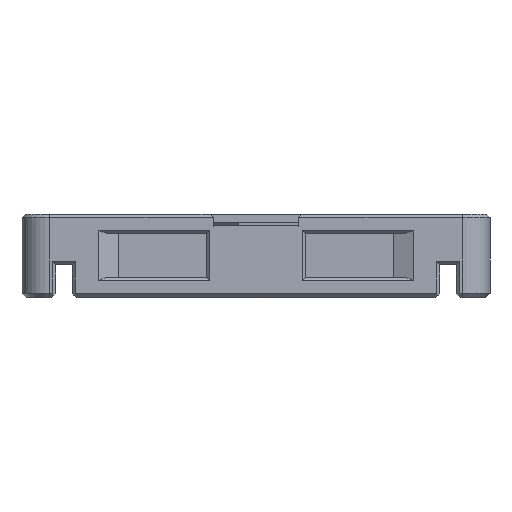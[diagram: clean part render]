
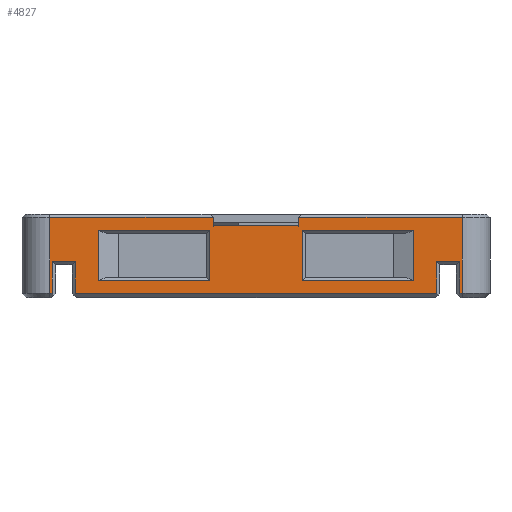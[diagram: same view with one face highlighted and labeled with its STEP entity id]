
A CAD part, left-side view. The second image highlights one B-rep face of the part: STEP entity #4827.
In plain terms, the highlighted planar face has unit normal (-1, 0, 0).
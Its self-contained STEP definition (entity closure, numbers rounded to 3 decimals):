
#127=FACE_BOUND('',#751,.T.);
#128=FACE_BOUND('',#752,.T.);
#214=PLANE('',#5217);
#457=FACE_OUTER_BOUND('',#750,.T.);
#750=EDGE_LOOP('',(#4049,#4050,#4051,#4052,#4053,#4054,#4055,#4056,#4057,
#4058,#4059,#4060,#4061,#4062,#4063,#4064));
#751=EDGE_LOOP('',(#4065,#4066,#4067,#4068));
#752=EDGE_LOOP('',(#4069,#4070,#4071,#4072));
#1197=LINE('',#7633,#1762);
#1201=LINE('',#7641,#1766);
#1206=LINE('',#7650,#1771);
#1207=LINE('',#7654,#1772);
#1208=LINE('',#7656,#1773);
#1209=LINE('',#7658,#1774);
#1210=LINE('',#7659,#1775);
#1211=LINE('',#7661,#1776);
#1212=LINE('',#7663,#1777);
#1213=LINE('',#7665,#1778);
#1214=LINE('',#7667,#1779);
#1215=LINE('',#7669,#1780);
#1216=LINE('',#7671,#1781);
#1217=LINE('',#7673,#1782);
#1218=LINE('',#7675,#1783);
#1219=LINE('',#7677,#1784);
#1220=LINE('',#7679,#1785);
#1221=LINE('',#7681,#1786);
#1222=LINE('',#7682,#1787);
#1223=LINE('',#7683,#1788);
#1224=LINE('',#7686,#1789);
#1225=LINE('',#7688,#1790);
#1226=LINE('',#7690,#1791);
#1227=LINE('',#7691,#1792);
#1762=VECTOR('',#6158,10.);
#1766=VECTOR('',#6164,10.);
#1771=VECTOR('',#6171,10.);
#1772=VECTOR('',#6174,10.);
#1773=VECTOR('',#6175,10.);
#1774=VECTOR('',#6176,10.);
#1775=VECTOR('',#6177,10.);
#1776=VECTOR('',#6178,10.);
#1777=VECTOR('',#6179,10.);
#1778=VECTOR('',#6180,10.);
#1779=VECTOR('',#6181,10.);
#1780=VECTOR('',#6182,10.);
#1781=VECTOR('',#6183,10.);
#1782=VECTOR('',#6184,10.);
#1783=VECTOR('',#6185,10.);
#1784=VECTOR('',#6186,10.);
#1785=VECTOR('',#6187,10.);
#1786=VECTOR('',#6188,10.);
#1787=VECTOR('',#6189,10.);
#1788=VECTOR('',#6190,10.);
#1789=VECTOR('',#6191,10.);
#1790=VECTOR('',#6192,10.);
#1791=VECTOR('',#6193,10.);
#1792=VECTOR('',#6194,10.);
#2403=VERTEX_POINT('',#7564);
#2432=VERTEX_POINT('',#7631);
#2433=VERTEX_POINT('',#7632);
#2436=VERTEX_POINT('',#7640);
#2439=VERTEX_POINT('',#7648);
#2440=VERTEX_POINT('',#7652);
#2441=VERTEX_POINT('',#7653);
#2442=VERTEX_POINT('',#7655);
#2443=VERTEX_POINT('',#7657);
#2444=VERTEX_POINT('',#7660);
#2445=VERTEX_POINT('',#7662);
#2446=VERTEX_POINT('',#7664);
#2447=VERTEX_POINT('',#7666);
#2448=VERTEX_POINT('',#7668);
#2449=VERTEX_POINT('',#7670);
#2450=VERTEX_POINT('',#7672);
#2451=VERTEX_POINT('',#7674);
#2452=VERTEX_POINT('',#7676);
#2453=VERTEX_POINT('',#7678);
#2454=VERTEX_POINT('',#7680);
#2455=VERTEX_POINT('',#7684);
#2456=VERTEX_POINT('',#7685);
#2457=VERTEX_POINT('',#7687);
#2458=VERTEX_POINT('',#7689);
#3008=EDGE_CURVE('',#2432,#2433,#1197,.T.);
#3012=EDGE_CURVE('',#2433,#2436,#1201,.T.);
#3017=EDGE_CURVE('',#2439,#2432,#1206,.T.);
#3018=EDGE_CURVE('',#2440,#2441,#1207,.T.);
#3019=EDGE_CURVE('',#2442,#2440,#1208,.T.);
#3020=EDGE_CURVE('',#2443,#2442,#1209,.T.);
#3021=EDGE_CURVE('',#2403,#2443,#1210,.T.);
#3022=EDGE_CURVE('',#2403,#2444,#1211,.T.);
#3023=EDGE_CURVE('',#2444,#2445,#1212,.T.);
#3024=EDGE_CURVE('',#2445,#2446,#1213,.T.);
#3025=EDGE_CURVE('',#2447,#2446,#1214,.T.);
#3026=EDGE_CURVE('',#2448,#2447,#1215,.T.);
#3027=EDGE_CURVE('',#2449,#2448,#1216,.T.);
#3028=EDGE_CURVE('',#2450,#2449,#1217,.T.);
#3029=EDGE_CURVE('',#2451,#2450,#1218,.T.);
#3030=EDGE_CURVE('',#2452,#2451,#1219,.T.);
#3031=EDGE_CURVE('',#2453,#2452,#1220,.T.);
#3032=EDGE_CURVE('',#2454,#2453,#1221,.T.);
#3033=EDGE_CURVE('',#2441,#2454,#1222,.T.);
#3034=EDGE_CURVE('',#2439,#2436,#1223,.T.);
#3035=EDGE_CURVE('',#2455,#2456,#1224,.T.);
#3036=EDGE_CURVE('',#2457,#2456,#1225,.T.);
#3037=EDGE_CURVE('',#2458,#2457,#1226,.T.);
#3038=EDGE_CURVE('',#2455,#2458,#1227,.T.);
#4049=ORIENTED_EDGE('',*,*,#3018,.F.);
#4050=ORIENTED_EDGE('',*,*,#3019,.F.);
#4051=ORIENTED_EDGE('',*,*,#3020,.F.);
#4052=ORIENTED_EDGE('',*,*,#3021,.F.);
#4053=ORIENTED_EDGE('',*,*,#3022,.T.);
#4054=ORIENTED_EDGE('',*,*,#3023,.T.);
#4055=ORIENTED_EDGE('',*,*,#3024,.T.);
#4056=ORIENTED_EDGE('',*,*,#3025,.F.);
#4057=ORIENTED_EDGE('',*,*,#3026,.F.);
#4058=ORIENTED_EDGE('',*,*,#3027,.F.);
#4059=ORIENTED_EDGE('',*,*,#3028,.F.);
#4060=ORIENTED_EDGE('',*,*,#3029,.F.);
#4061=ORIENTED_EDGE('',*,*,#3030,.F.);
#4062=ORIENTED_EDGE('',*,*,#3031,.F.);
#4063=ORIENTED_EDGE('',*,*,#3032,.F.);
#4064=ORIENTED_EDGE('',*,*,#3033,.F.);
#4065=ORIENTED_EDGE('',*,*,#3034,.T.);
#4066=ORIENTED_EDGE('',*,*,#3012,.F.);
#4067=ORIENTED_EDGE('',*,*,#3008,.F.);
#4068=ORIENTED_EDGE('',*,*,#3017,.F.);
#4069=ORIENTED_EDGE('',*,*,#3035,.T.);
#4070=ORIENTED_EDGE('',*,*,#3036,.F.);
#4071=ORIENTED_EDGE('',*,*,#3037,.F.);
#4072=ORIENTED_EDGE('',*,*,#3038,.F.);
#4827=ADVANCED_FACE('',(#457,#127,#128),#214,.T.);
#5217=AXIS2_PLACEMENT_3D('',#7651,#6172,#6173);
#6158=DIRECTION('',(0.,0.,1.));
#6164=DIRECTION('',(0.,1.,0.));
#6171=DIRECTION('',(0.,-1.,0.));
#6172=DIRECTION('center_axis',(-1.,0.,0.));
#6173=DIRECTION('ref_axis',(0.,1.,0.));
#6174=DIRECTION('',(0.,0.,1.));
#6175=DIRECTION('',(0.,1.,0.));
#6176=DIRECTION('',(0.,0.,-1.));
#6177=DIRECTION('',(0.,-1.,0.));
#6178=DIRECTION('',(0.,0.,-1.));
#6179=DIRECTION('',(0.,1.,0.));
#6180=DIRECTION('',(0.,0.,1.));
#6181=DIRECTION('',(0.,-1.,0.));
#6182=DIRECTION('',(0.,0.,1.));
#6183=DIRECTION('',(0.,1.,0.));
#6184=DIRECTION('',(0.,0.,-1.));
#6185=DIRECTION('',(0.,1.,0.));
#6186=DIRECTION('',(0.,0.,1.));
#6187=DIRECTION('',(0.,1.,0.));
#6188=DIRECTION('',(0.,0.,-1.));
#6189=DIRECTION('',(0.,1.,0.));
#6190=DIRECTION('',(0.,0.,1.));
#6191=DIRECTION('',(0.,0.,-1.));
#6192=DIRECTION('',(0.,-1.,0.));
#6193=DIRECTION('',(0.,0.,-1.));
#6194=DIRECTION('',(0.,1.,0.));
#7564=CARTESIAN_POINT('',(0.,40.25,-0.6));
#7631=CARTESIAN_POINT('',(0.,56.4,-12.1));
#7632=CARTESIAN_POINT('',(0.,56.4,-2.9));
#7633=CARTESIAN_POINT('',(0.,56.4,-1.75));
#7640=CARTESIAN_POINT('',(0.,76.621,-2.9));
#7641=CARTESIAN_POINT('',(0.,39.25,-2.9));
#7648=CARTESIAN_POINT('',(0.,76.621,-12.1));
#7650=CARTESIAN_POINT('',(0.,31.25,-12.1));
#7651=CARTESIAN_POINT('Origin',(0.,5.5,
0.));
#7652=CARTESIAN_POINT('',(0.,11.,-14.4));
#7653=CARTESIAN_POINT('',(0.,11.,-8.6));
#7654=CARTESIAN_POINT('',(0.,11.,-4.6));
#7655=CARTESIAN_POINT('',(0.,10.5,-14.4));
#7656=CARTESIAN_POINT('',(0.,26.75,-14.4));
#7657=CARTESIAN_POINT('',(0.,10.5,-0.6));
#7658=CARTESIAN_POINT('',(0.,10.5,0.));
#7659=CARTESIAN_POINT('',(0.,26.75,-0.6));
#7660=CARTESIAN_POINT('',(0.,40.25,-2.1));
#7661=CARTESIAN_POINT('',(0.,40.25,0.));
#7662=CARTESIAN_POINT('',(0.,55.75,-2.1));
#7663=CARTESIAN_POINT('',(0.,26.75,-2.1));
#7664=CARTESIAN_POINT('',(0.,55.75,-0.6));
#7665=CARTESIAN_POINT('',(0.,55.75,0.));
#7666=CARTESIAN_POINT('',(0.,85.5,-0.6));
#7667=CARTESIAN_POINT('',(0.,26.75,-0.6));
#7668=CARTESIAN_POINT('',(0.,85.5,-14.4));
#7669=CARTESIAN_POINT('',(0.,85.5,0.));
#7670=CARTESIAN_POINT('',(0.,85.,-14.4));
#7671=CARTESIAN_POINT('',(0.,26.75,-14.4));
#7672=CARTESIAN_POINT('',(0.,85.,-8.6));
#7673=CARTESIAN_POINT('',(0.,85.,-7.6));
#7674=CARTESIAN_POINT('',(0.,80.8,-8.6));
#7675=CARTESIAN_POINT('',(0.,44.95,-8.6));
#7676=CARTESIAN_POINT('',(0.,80.8,-14.4));
#7677=CARTESIAN_POINT('',(0.,80.8,-4.6));
#7678=CARTESIAN_POINT('',(0.,15.2,-14.4));
#7679=CARTESIAN_POINT('',(0.,26.75,-14.4));
#7680=CARTESIAN_POINT('',(0.,15.2,-8.6));
#7681=CARTESIAN_POINT('',(0.,15.2,-7.6));
#7682=CARTESIAN_POINT('',(0.,10.05,-8.6));
#7683=CARTESIAN_POINT('',(0.,76.621,-1.75));
#7684=CARTESIAN_POINT('',(0.,19.379,-2.9));
#7685=CARTESIAN_POINT('',(0.,19.379,-12.1));
#7686=CARTESIAN_POINT('',(0.,19.379,-1.75));
#7687=CARTESIAN_POINT('',(0.,39.6,-12.1));
#7688=CARTESIAN_POINT('',(0.,22.25,-12.1));
#7689=CARTESIAN_POINT('',(0.,39.6,-2.9));
#7690=CARTESIAN_POINT('',(0.,39.6,-1.75));
#7691=CARTESIAN_POINT('',(0.,14.25,-2.9));
